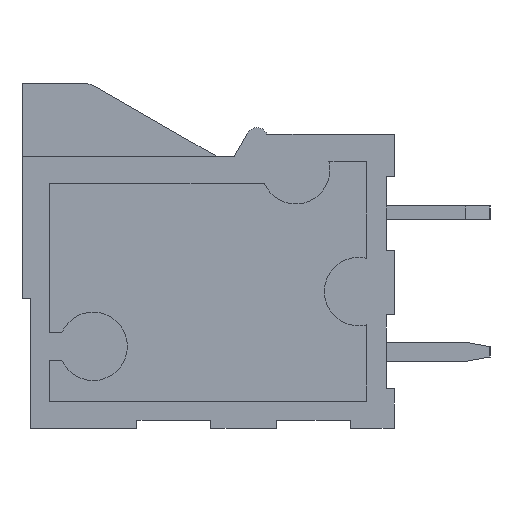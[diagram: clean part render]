
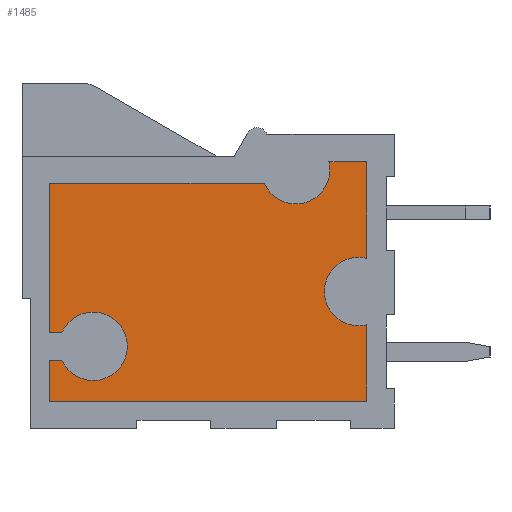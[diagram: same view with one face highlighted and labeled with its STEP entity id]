
A CAD part, left-side view. The second image highlights one B-rep face of the part: STEP entity #1485.
In plain terms, the highlighted planar face has unit normal (-1, 0, 0).
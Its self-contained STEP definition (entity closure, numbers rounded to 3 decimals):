
#83 = EDGE_CURVE('',#84,#86,#88,.T.);
#84 = VERTEX_POINT('',#85);
#85 = CARTESIAN_POINT('',(1.5,12.146,-10.1));
#86 = VERTEX_POINT('',#87);
#87 = CARTESIAN_POINT('',(1.5,11.,-10.85));
#88 = CIRCLE('',#89,1.25);
#89 = AXIS2_PLACEMENT_3D('',#90,#91,#92);
#90 = CARTESIAN_POINT('',(1.5,11.,-9.6));
#91 = DIRECTION('',(-1.,0.,0.));
#92 = DIRECTION('',(0.,0.,1.));
#126 = EDGE_CURVE('',#86,#127,#129,.T.);
#127 = VERTEX_POINT('',#128);
#128 = CARTESIAN_POINT('',(1.5,11.,-8.35));
#129 = CIRCLE('',#130,1.25);
#130 = AXIS2_PLACEMENT_3D('',#131,#132,#133);
#131 = CARTESIAN_POINT('',(1.5,11.,-9.6));
#132 = DIRECTION('',(-1.,0.,0.));
#133 = DIRECTION('',(0.,0.,1.));
#158 = EDGE_CURVE('',#159,#161,#163,.T.);
#159 = VERTEX_POINT('',#160);
#160 = CARTESIAN_POINT('',(1.5,1.3,-6.35));
#161 = VERTEX_POINT('',#162);
#162 = CARTESIAN_POINT('',(1.5,1.3,-8.85));
#163 = CIRCLE('',#164,1.25);
#164 = AXIS2_PLACEMENT_3D('',#165,#166,#167);
#165 = CARTESIAN_POINT('',(1.5,1.3,-7.6));
#166 = DIRECTION('',(-1.,0.,0.));
#167 = DIRECTION('',(0.,0.,1.));
#200 = EDGE_CURVE('',#201,#159,#203,.T.);
#201 = VERTEX_POINT('',#202);
#202 = CARTESIAN_POINT('',(1.5,1.,-6.387));
#203 = CIRCLE('',#204,1.25);
#204 = AXIS2_PLACEMENT_3D('',#205,#206,#207);
#205 = CARTESIAN_POINT('',(1.5,1.3,-7.6));
#206 = DIRECTION('',(-1.,0.,0.));
#207 = DIRECTION('',(0.,0.,1.));
#1213 = EDGE_CURVE('',#161,#1214,#1216,.T.);
#1214 = VERTEX_POINT('',#1215);
#1215 = CARTESIAN_POINT('',(1.5,1.,-8.813));
#1216 = CIRCLE('',#1217,1.25);
#1217 = AXIS2_PLACEMENT_3D('',#1218,#1219,#1220);
#1218 = CARTESIAN_POINT('',(1.5,1.3,-7.6));
#1219 = DIRECTION('',(-1.,0.,0.));
#1220 = DIRECTION('',(0.,0.,1.));
#1239 = EDGE_CURVE('',#1240,#1214,#1242,.T.);
#1240 = VERTEX_POINT('',#1241);
#1241 = CARTESIAN_POINT('',(1.5,1.,-11.6));
#1242 = LINE('',#1243,#1244);
#1243 = CARTESIAN_POINT('',(1.5,1.,0.));
#1244 = VECTOR('',#1245,1.);
#1245 = DIRECTION('',(0.,0.,1.));
#1263 = EDGE_CURVE('',#1264,#1240,#1266,.T.);
#1264 = VERTEX_POINT('',#1265);
#1265 = CARTESIAN_POINT('',(1.5,12.6,-11.6));
#1266 = LINE('',#1267,#1268);
#1267 = CARTESIAN_POINT('',(1.5,0.,-11.6));
#1268 = VECTOR('',#1269,1.);
#1269 = DIRECTION('',(0.,-1.,0.));
#1287 = EDGE_CURVE('',#1264,#1288,#1290,.T.);
#1288 = VERTEX_POINT('',#1289);
#1289 = CARTESIAN_POINT('',(1.5,12.6,-10.1));
#1290 = LINE('',#1291,#1292);
#1291 = CARTESIAN_POINT('',(1.5,12.6,0.));
#1292 = VECTOR('',#1293,1.);
#1293 = DIRECTION('',(0.,0.,1.));
#1311 = EDGE_CURVE('',#1288,#84,#1312,.T.);
#1312 = LINE('',#1313,#1314);
#1313 = CARTESIAN_POINT('',(1.5,0.,-10.1));
#1314 = VECTOR('',#1315,1.);
#1315 = DIRECTION('',(0.,-1.,0.));
#1327 = EDGE_CURVE('',#127,#1328,#1330,.T.);
#1328 = VERTEX_POINT('',#1329);
#1329 = CARTESIAN_POINT('',(1.5,12.146,-9.1));
#1330 = CIRCLE('',#1331,1.25);
#1331 = AXIS2_PLACEMENT_3D('',#1332,#1333,#1334);
#1332 = CARTESIAN_POINT('',(1.5,11.,-9.6));
#1333 = DIRECTION('',(-1.,0.,0.));
#1334 = DIRECTION('',(0.,0.,1.));
#1353 = EDGE_CURVE('',#1354,#1328,#1356,.T.);
#1354 = VERTEX_POINT('',#1355);
#1355 = CARTESIAN_POINT('',(1.5,12.6,-9.1));
#1356 = LINE('',#1357,#1358);
#1357 = CARTESIAN_POINT('',(1.5,0.,-9.1));
#1358 = VECTOR('',#1359,1.);
#1359 = DIRECTION('',(0.,-1.,0.));
#1377 = EDGE_CURVE('',#1354,#1378,#1380,.T.);
#1378 = VERTEX_POINT('',#1379);
#1379 = CARTESIAN_POINT('',(1.5,12.6,-3.65));
#1380 = LINE('',#1381,#1382);
#1381 = CARTESIAN_POINT('',(1.5,12.6,0.));
#1382 = VECTOR('',#1383,1.);
#1383 = DIRECTION('',(0.,0.,1.));
#1401 = EDGE_CURVE('',#1402,#1378,#1404,.T.);
#1402 = VERTEX_POINT('',#1403);
#1403 = CARTESIAN_POINT('',(1.5,4.746,-3.65));
#1404 = LINE('',#1405,#1406);
#1405 = CARTESIAN_POINT('',(1.5,0.,-3.65));
#1406 = VECTOR('',#1407,1.);
#1407 = DIRECTION('',(0.,1.,0.));
#1425 = EDGE_CURVE('',#1402,#1426,#1428,.T.);
#1426 = VERTEX_POINT('',#1427);
#1427 = CARTESIAN_POINT('',(1.5,2.387,-2.85));
#1428 = CIRCLE('',#1429,1.25);
#1429 = AXIS2_PLACEMENT_3D('',#1430,#1431,#1432);
#1430 = CARTESIAN_POINT('',(1.5,3.6,-3.15));
#1431 = DIRECTION('',(-1.,0.,0.));
#1432 = DIRECTION('',(0.,0.,1.));
#1450 = EDGE_CURVE('',#1426,#1451,#1453,.T.);
#1451 = VERTEX_POINT('',#1452);
#1452 = CARTESIAN_POINT('',(1.5,1.,-2.85));
#1453 = LINE('',#1454,#1455);
#1454 = CARTESIAN_POINT('',(1.5,0.,-2.85));
#1455 = VECTOR('',#1456,1.);
#1456 = DIRECTION('',(0.,-1.,0.));
#1474 = EDGE_CURVE('',#201,#1451,#1475,.T.);
#1475 = LINE('',#1476,#1477);
#1476 = CARTESIAN_POINT('',(1.5,1.,0.));
#1477 = VECTOR('',#1478,1.);
#1478 = DIRECTION('',(0.,0.,1.));
#1485 = ADVANCED_FACE('',(#1486),#1504,.T.);
#1486 = FACE_BOUND('',#1487,.T.);
#1487 = EDGE_LOOP('',(#1488,#1489,#1490,#1491,#1492,#1493,#1494,#1495,
    #1496,#1497,#1498,#1499,#1500,#1501,#1502,#1503));
#1488 = ORIENTED_EDGE('',*,*,#200,.F.);
#1489 = ORIENTED_EDGE('',*,*,#1474,.T.);
#1490 = ORIENTED_EDGE('',*,*,#1450,.F.);
#1491 = ORIENTED_EDGE('',*,*,#1425,.F.);
#1492 = ORIENTED_EDGE('',*,*,#1401,.T.);
#1493 = ORIENTED_EDGE('',*,*,#1377,.F.);
#1494 = ORIENTED_EDGE('',*,*,#1353,.T.);
#1495 = ORIENTED_EDGE('',*,*,#1327,.F.);
#1496 = ORIENTED_EDGE('',*,*,#126,.F.);
#1497 = ORIENTED_EDGE('',*,*,#83,.F.);
#1498 = ORIENTED_EDGE('',*,*,#1311,.F.);
#1499 = ORIENTED_EDGE('',*,*,#1287,.F.);
#1500 = ORIENTED_EDGE('',*,*,#1263,.T.);
#1501 = ORIENTED_EDGE('',*,*,#1239,.T.);
#1502 = ORIENTED_EDGE('',*,*,#1213,.F.);
#1503 = ORIENTED_EDGE('',*,*,#158,.F.);
#1504 = PLANE('',#1505);
#1505 = AXIS2_PLACEMENT_3D('',#1506,#1507,#1508);
#1506 = CARTESIAN_POINT('',(1.5,0.,0.));
#1507 = DIRECTION('',(-1.,0.,0.));
#1508 = DIRECTION('',(0.,0.,1.));
